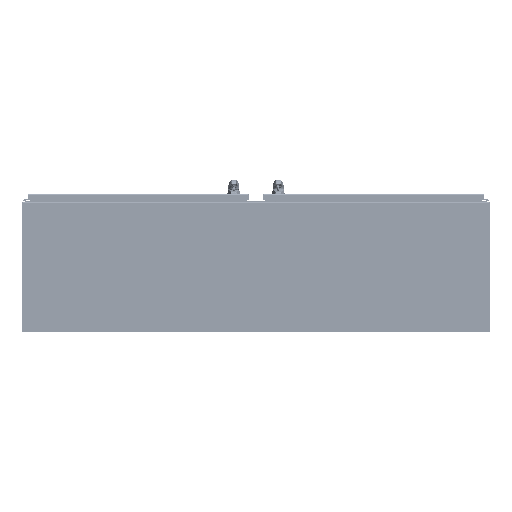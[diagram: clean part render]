
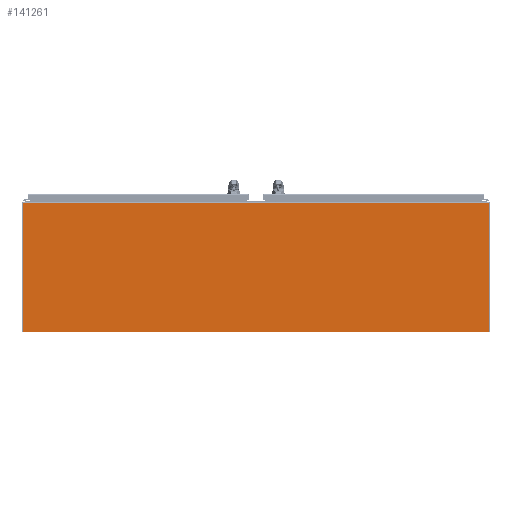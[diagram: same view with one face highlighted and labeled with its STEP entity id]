
A CAD part, front view. The second image highlights one B-rep face of the part: STEP entity #141261.
In plain terms, the highlighted face is planar.
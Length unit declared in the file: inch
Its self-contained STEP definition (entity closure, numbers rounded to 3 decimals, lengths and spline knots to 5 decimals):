
#1327 = ORIENTED_EDGE ( 'NONE', *, *, #101643, .T. ) ;
#1538 = CARTESIAN_POINT ( 'NONE',  ( 71.42915, 18.7669, 0.125 ) ) ;
#1581 = DIRECTION ( 'NONE',  ( 0., -1., 0. ) ) ;
#4203 = PLANE ( 'NONE',  #95514 ) ;
#11977 = LINE ( 'NONE', #73632, #124772 ) ;
#16387 = CARTESIAN_POINT ( 'NONE',  ( 35.49165, 8.8294, 0.125 ) ) ;
#18159 = LINE ( 'NONE', #64241, #43839 ) ;
#18652 = ORIENTED_EDGE ( 'NONE', *, *, #101041, .F. ) ;
#22011 = ORIENTED_EDGE ( 'NONE', *, *, #31245, .F. ) ;
#23578 = CARTESIAN_POINT ( 'NONE',  ( 71.42915, 18.7669, 0.125 ) ) ;
#24123 = CARTESIAN_POINT ( 'NONE',  ( -0.44585, -1.07685, 0.125 ) ) ;
#24469 = ORIENTED_EDGE ( 'NONE', *, *, #97512, .F. ) ;
#27036 = DIRECTION ( 'NONE',  ( 1., 0., 0. ) ) ;
#27450 = DIRECTION ( 'NONE',  ( 1., 0., 0. ) ) ;
#29097 = CARTESIAN_POINT ( 'NONE',  ( 17.5229, -1.07685, 0.125 ) ) ;
#31245 = EDGE_CURVE ( 'NONE', #103261, #70492, #18159, .T. ) ;
#43839 = VECTOR ( 'NONE', #64498, 39.37008 ) ;
#64241 = CARTESIAN_POINT ( 'NONE',  ( -0.44585, 18.7669, 0.125 ) ) ;
#64498 = DIRECTION ( 'NONE',  ( 1., 0., 0. ) ) ;
#70000 = LINE ( 'NONE', #29097, #128376 ) ;
#70492 = VERTEX_POINT ( 'NONE', #23578 ) ;
#73510 = DIRECTION ( 'NONE',  ( 0., 1., 0. ) ) ;
#73632 = CARTESIAN_POINT ( 'NONE',  ( -0.44585, -1.1081, 0.125 ) ) ;
#83156 = VERTEX_POINT ( 'NONE', #24123 ) ;
#92729 = DIRECTION ( 'NONE',  ( 0., 0., 1. ) ) ;
#95428 = LINE ( 'NONE', #1538, #124471 ) ;
#95514 = AXIS2_PLACEMENT_3D ( 'NONE', #16387, #92729, #27450 ) ;
#97512 = EDGE_CURVE ( 'NONE', #70492, #138035, #95428, .T. ) ;
#97841 = FACE_OUTER_BOUND ( 'NONE', #100502, .T. ) ;
#100502 = EDGE_LOOP ( 'NONE', ( #1327, #24469, #22011, #18652 ) ) ;
#101041 = EDGE_CURVE ( 'NONE', #83156, #103261, #11977, .T. ) ;
#101643 = EDGE_CURVE ( 'NONE', #83156, #138035, #70000, .T. ) ;
#103261 = VERTEX_POINT ( 'NONE', #131733 ) ;
#124471 = VECTOR ( 'NONE', #1581, 39.37008 ) ;
#124772 = VECTOR ( 'NONE', #73510, 39.37008 ) ;
#127095 = CARTESIAN_POINT ( 'NONE',  ( 71.42915, -1.07685, 0.125 ) ) ;
#128376 = VECTOR ( 'NONE', #27036, 39.37008 ) ;
#131733 = CARTESIAN_POINT ( 'NONE',  ( -0.44585, 18.7669, 0.125 ) ) ;
#138035 = VERTEX_POINT ( 'NONE', #127095 ) ;
#141261 = ADVANCED_FACE ( 'NONE', ( #97841 ), #4203, .T. ) ;
